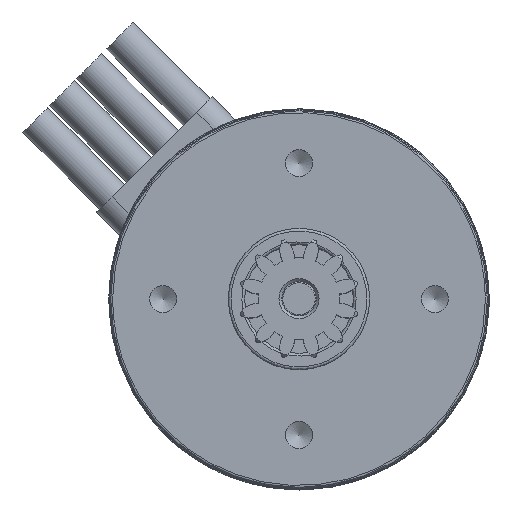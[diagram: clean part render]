
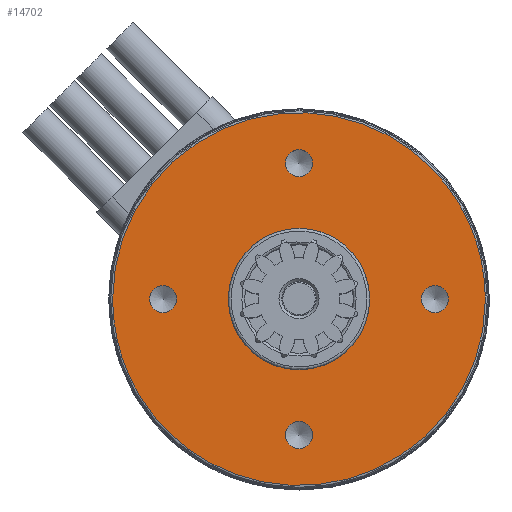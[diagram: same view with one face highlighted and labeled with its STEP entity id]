
A CAD part, top view. The second image highlights one B-rep face of the part: STEP entity #14702.
In plain terms, the highlighted planar face has unit normal (0, 0, 1).
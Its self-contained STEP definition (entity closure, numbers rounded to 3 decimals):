
#574 = DIRECTION ( 'NONE',  ( 0., 0., -1. ) ) ;
#621 = AXIS2_PLACEMENT_3D ( 'NONE', #6987, #6907, #2829 ) ;
#804 = EDGE_CURVE ( 'NONE', #3986, #7080, #1149, .T. ) ;
#997 = ORIENTED_EDGE ( 'NONE', *, *, #14295, .T. ) ;
#1007 = CIRCLE ( 'NONE', #621, 6.5 ) ;
#1149 =( BOUNDED_CURVE ( )  B_SPLINE_CURVE ( 3, ( #5876, #5845, #5818, #5794 ),
 .UNSPECIFIED., .F., .T. ) 
 B_SPLINE_CURVE_WITH_KNOTS ( ( 4, 4 ),
 ( 0., 1. ),
 .UNSPECIFIED. ) 
 CURVE ( )  GEOMETRIC_REPRESENTATION_ITEM ( )  RATIONAL_B_SPLINE_CURVE ( ( 1., 0.333, 0.333, 1. ) ) 
 REPRESENTATION_ITEM ( '' )  );
#2797 = EDGE_CURVE ( 'NONE', #12973, #12973, #14399, .T. ) ;
#2829 = DIRECTION ( 'NONE',  ( -1., 0., 0. ) ) ;
#2891 = CARTESIAN_POINT ( 'NONE',  ( 34.646, -31.043, 0. ) ) ;
#3145 = EDGE_CURVE ( 'NONE', #7080, #3986, #20092, .T. ) ;
#3266 = VERTEX_POINT ( 'NONE', #9988 ) ;
#3382 = DIRECTION ( 'NONE',  ( 0., 1., 0. ) ) ;
#3471 = VERTEX_POINT ( 'NONE', #10204 ) ;
#3588 = DIRECTION ( 'NONE',  ( 0., 0., -1. ) ) ;
#3986 = VERTEX_POINT ( 'NONE', #13816 ) ;
#4011 = CARTESIAN_POINT ( 'NONE',  ( 17.5, -9.25, 0. ) ) ;
#4364 = FACE_BOUND ( 'NONE', #12593, .T. ) ;
#4413 = ORIENTED_EDGE ( 'NONE', *, *, #2797, .T. ) ;
#5794 = CARTESIAN_POINT ( 'NONE',  ( 34.646, 3.25, 0. ) ) ;
#5818 = CARTESIAN_POINT ( 'NONE',  ( 34.646, 37.543, 0. ) ) ;
#5845 = CARTESIAN_POINT ( 'NONE',  ( 0.354, 37.543, 0. ) ) ;
#5876 = CARTESIAN_POINT ( 'NONE',  ( 0.354, 3.25, 0. ) ) ;
#6000 = FACE_BOUND ( 'NONE', #10597, .T. ) ;
#6113 = DIRECTION ( 'NONE',  ( 0., 0., -1. ) ) ;
#6209 = DIRECTION ( 'NONE',  ( 1., 0., 0. ) ) ;
#6330 = AXIS2_PLACEMENT_3D ( 'NONE', #14621, #21284, #6209 ) ;
#6907 = DIRECTION ( 'NONE',  ( 0., 0., -1. ) ) ;
#6987 = CARTESIAN_POINT ( 'NONE',  ( 17.5, 3.25, 0. ) ) ;
#7080 = VERTEX_POINT ( 'NONE', #12779 ) ;
#7110 = DIRECTION ( 'NONE',  ( 0., 0., -1. ) ) ;
#7380 = DIRECTION ( 'NONE',  ( 0., 1., 0. ) ) ;
#8018 = CARTESIAN_POINT ( 'NONE',  ( 0.354, 3.25, 0. ) ) ;
#8536 = EDGE_CURVE ( 'NONE', #9860, #9860, #17248, .T. ) ;
#9860 = VERTEX_POINT ( 'NONE', #16554 ) ;
#9988 = CARTESIAN_POINT ( 'NONE',  ( 11., 3.25, 0. ) ) ;
#10077 = ORIENTED_EDGE ( 'NONE', *, *, #10555, .T. ) ;
#10092 = VERTEX_POINT ( 'NONE', #16757 ) ;
#10204 = CARTESIAN_POINT ( 'NONE',  ( 17.5, 17., 0. ) ) ;
#10555 = EDGE_CURVE ( 'NONE', #3266, #3266, #1007, .T. ) ;
#10597 = EDGE_LOOP ( 'NONE', ( #997 ) ) ;
#10853 = EDGE_LOOP ( 'NONE', ( #10077 ) ) ;
#10873 = ORIENTED_EDGE ( 'NONE', *, *, #804, .F. ) ;
#11097 = FACE_OUTER_BOUND ( 'NONE', #12734, .T. ) ;
#11205 = EDGE_LOOP ( 'NONE', ( #12100 ) ) ;
#11297 = AXIS2_PLACEMENT_3D ( 'NONE', #15785, #574, #7380 ) ;
#11317 = CIRCLE ( 'NONE', #11297, 1.25 ) ;
#11586 = EDGE_LOOP ( 'NONE', ( #4413 ) ) ;
#12100 = ORIENTED_EDGE ( 'NONE', *, *, #12281, .T. ) ;
#12229 = ORIENTED_EDGE ( 'NONE', *, *, #3145, .F. ) ;
#12281 = EDGE_CURVE ( 'NONE', #10092, #10092, #11317, .T. ) ;
#12593 = EDGE_LOOP ( 'NONE', ( #20676 ) ) ;
#12734 = EDGE_LOOP ( 'NONE', ( #10873, #12229 ) ) ;
#12756 = FACE_BOUND ( 'NONE', #11205, .T. ) ;
#12779 = CARTESIAN_POINT ( 'NONE',  ( 34.646, 3.25, 0. ) ) ;
#12855 = DIRECTION ( 'NONE',  ( 0., 1., 0. ) ) ;
#12973 = VERTEX_POINT ( 'NONE', #19659 ) ;
#13053 = AXIS2_PLACEMENT_3D ( 'NONE', #21185, #6113, #12855 ) ;
#13088 = CIRCLE ( 'NONE', #13053, 1.25 ) ;
#13816 = CARTESIAN_POINT ( 'NONE',  ( 0.354, 3.25, 0. ) ) ;
#13904 = CARTESIAN_POINT ( 'NONE',  ( 5., 3.25, 0. ) ) ;
#14295 = EDGE_CURVE ( 'NONE', #3471, #3471, #13088, .T. ) ;
#14399 = CIRCLE ( 'NONE', #16503, 1.25 ) ;
#14610 = CARTESIAN_POINT ( 'NONE',  ( 0.354, -31.043, 0. ) ) ;
#14621 = CARTESIAN_POINT ( 'NONE',  ( 11., 3.25, 0. ) ) ;
#14702 = ADVANCED_FACE ( 'NONE', ( #21065, #6000, #12756, #19435, #4364, #11097 ), #17758, .T. ) ;
#15785 = CARTESIAN_POINT ( 'NONE',  ( 30., 3.25, 0. ) ) ;
#16503 = AXIS2_PLACEMENT_3D ( 'NONE', #4011, #3588, #3382 ) ;
#16554 = CARTESIAN_POINT ( 'NONE',  ( 5., 4.5, 0. ) ) ;
#16757 = CARTESIAN_POINT ( 'NONE',  ( 30., 4.5, 0. ) ) ;
#17248 = CIRCLE ( 'NONE', #18642, 1.25 ) ;
#17758 = PLANE ( 'NONE',  #6330 ) ;
#18642 = AXIS2_PLACEMENT_3D ( 'NONE', #13904, #7110, #20549 ) ;
#19435 = FACE_BOUND ( 'NONE', #11586, .T. ) ;
#19659 = CARTESIAN_POINT ( 'NONE',  ( 17.5, -8., 0. ) ) ;
#19754 = CARTESIAN_POINT ( 'NONE',  ( 34.646, 3.25, 0. ) ) ;
#20092 =( BOUNDED_CURVE ( )  B_SPLINE_CURVE ( 3, ( #19754, #2891, #14610, #8018 ),
 .UNSPECIFIED., .F., .T. ) 
 B_SPLINE_CURVE_WITH_KNOTS ( ( 4, 4 ),
 ( 0., 1. ),
 .UNSPECIFIED. ) 
 CURVE ( )  GEOMETRIC_REPRESENTATION_ITEM ( )  RATIONAL_B_SPLINE_CURVE ( ( 1., 0.333, 0.333, 1. ) ) 
 REPRESENTATION_ITEM ( '' )  );
#20549 = DIRECTION ( 'NONE',  ( 0., 1., 0. ) ) ;
#20676 = ORIENTED_EDGE ( 'NONE', *, *, #8536, .T. ) ;
#21065 = FACE_BOUND ( 'NONE', #10853, .T. ) ;
#21185 = CARTESIAN_POINT ( 'NONE',  ( 17.5, 15.75, 0. ) ) ;
#21284 = DIRECTION ( 'NONE',  ( 0., 0., 1. ) ) ;
